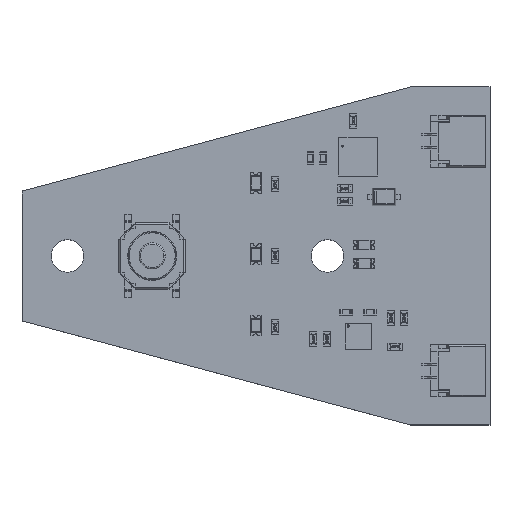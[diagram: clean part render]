
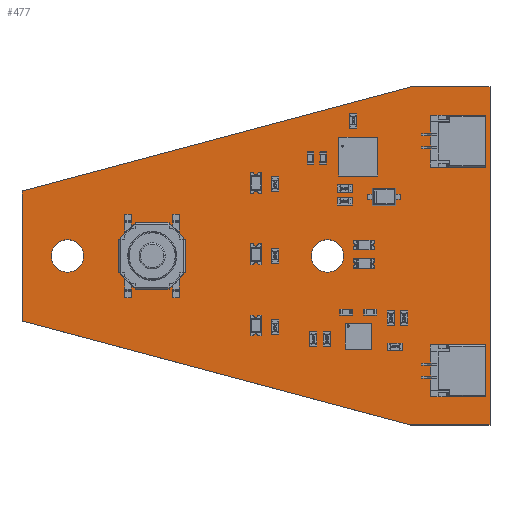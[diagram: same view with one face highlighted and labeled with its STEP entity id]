
A CAD part, top view. The second image highlights one B-rep face of the part: STEP entity #477.
In plain terms, the highlighted planar face has unit normal (0, 0, 1).
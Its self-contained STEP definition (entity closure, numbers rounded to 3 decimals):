
#212 = VERTEX_POINT('',#213);
#213 = CARTESIAN_POINT('',(0.045,-0.077,
    1.59));
#219 = EDGE_CURVE('',#212,#220,#222,.T.);
#220 = VERTEX_POINT('',#221);
#221 = CARTESIAN_POINT('',(29.901,-8.077,1.59));
#222 = LINE('',#223,#224);
#223 = CARTESIAN_POINT('',(0.045,-0.077,
    1.59));
#224 = VECTOR('',#225,1.);
#225 = DIRECTION('',(0.966,-0.259,0.));
#250 = EDGE_CURVE('',#220,#251,#253,.T.);
#251 = VERTEX_POINT('',#252);
#252 = CARTESIAN_POINT('',(36.045,-8.077,1.59));
#253 = LINE('',#254,#255);
#254 = CARTESIAN_POINT('',(29.901,-8.077,1.59));
#255 = VECTOR('',#256,1.);
#256 = DIRECTION('',(1.,0.,0.));
#281 = EDGE_CURVE('',#251,#282,#284,.T.);
#282 = VERTEX_POINT('',#283);
#283 = CARTESIAN_POINT('',(36.045,17.923,1.59));
#284 = LINE('',#285,#286);
#285 = CARTESIAN_POINT('',(36.045,-8.077,1.59));
#286 = VECTOR('',#287,1.);
#287 = DIRECTION('',(0.,1.,0.));
#312 = EDGE_CURVE('',#282,#313,#315,.T.);
#313 = VERTEX_POINT('',#314);
#314 = CARTESIAN_POINT('',(29.901,17.923,1.59));
#315 = LINE('',#316,#317);
#316 = CARTESIAN_POINT('',(36.045,17.923,1.59));
#317 = VECTOR('',#318,1.);
#318 = DIRECTION('',(-1.,0.,0.));
#343 = EDGE_CURVE('',#313,#344,#346,.T.);
#344 = VERTEX_POINT('',#345);
#345 = CARTESIAN_POINT('',(0.045,9.923,1.59)
  );
#346 = LINE('',#347,#348);
#347 = CARTESIAN_POINT('',(29.901,17.923,1.59));
#348 = VECTOR('',#349,1.);
#349 = DIRECTION('',(-0.966,-0.259,0.));
#374 = EDGE_CURVE('',#344,#212,#375,.T.);
#375 = LINE('',#376,#377);
#376 = CARTESIAN_POINT('',(0.045,9.923,1.59)
  );
#377 = VECTOR('',#378,1.);
#378 = DIRECTION('',(0.,-1.,0.));
#398 = VERTEX_POINT('',#399);
#399 = CARTESIAN_POINT('',(4.795,4.923,1.59));
#405 = EDGE_CURVE('',#398,#398,#406,.T.);
#406 = CIRCLE('',#407,1.25);
#407 = AXIS2_PLACEMENT_3D('',#408,#409,#410);
#408 = CARTESIAN_POINT('',(3.545,4.923,1.59));
#409 = DIRECTION('',(0.,0.,1.));
#410 = DIRECTION('',(1.,0.,0.));
#431 = VERTEX_POINT('',#432);
#432 = CARTESIAN_POINT('',(24.795,4.923,1.59));
#438 = EDGE_CURVE('',#431,#431,#439,.T.);
#439 = CIRCLE('',#440,1.25);
#440 = AXIS2_PLACEMENT_3D('',#441,#442,#443);
#441 = CARTESIAN_POINT('',(23.545,4.923,1.59));
#442 = DIRECTION('',(0.,0.,1.));
#443 = DIRECTION('',(1.,0.,0.));
#477 = ADVANCED_FACE('',(#478,#486,#489),#492,.F.);
#478 = FACE_BOUND('',#479,.T.);
#479 = EDGE_LOOP('',(#480,#481,#482,#483,#484,#485));
#480 = ORIENTED_EDGE('',*,*,#219,.T.);
#481 = ORIENTED_EDGE('',*,*,#250,.T.);
#482 = ORIENTED_EDGE('',*,*,#281,.T.);
#483 = ORIENTED_EDGE('',*,*,#312,.T.);
#484 = ORIENTED_EDGE('',*,*,#343,.T.);
#485 = ORIENTED_EDGE('',*,*,#374,.T.);
#486 = FACE_BOUND('',#487,.F.);
#487 = EDGE_LOOP('',(#488));
#488 = ORIENTED_EDGE('',*,*,#405,.T.);
#489 = FACE_BOUND('',#490,.F.);
#490 = EDGE_LOOP('',(#491));
#491 = ORIENTED_EDGE('',*,*,#438,.T.);
#492 = PLANE('',#493);
#493 = AXIS2_PLACEMENT_3D('',#494,#495,#496);
#494 = CARTESIAN_POINT('',(0.045,-0.077,
    1.59));
#495 = DIRECTION('',(0.,0.,-1.));
#496 = DIRECTION('',(-1.,0.,0.));
